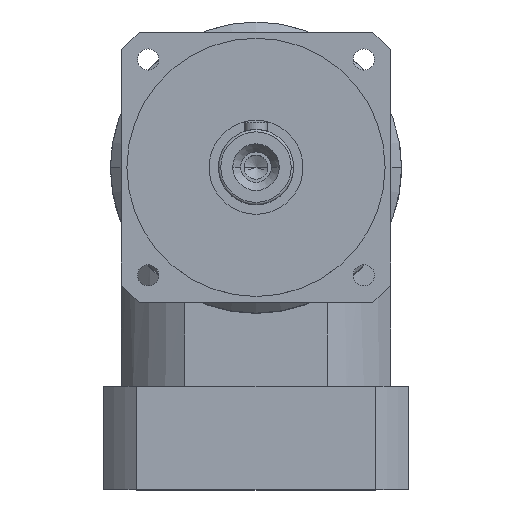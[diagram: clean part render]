
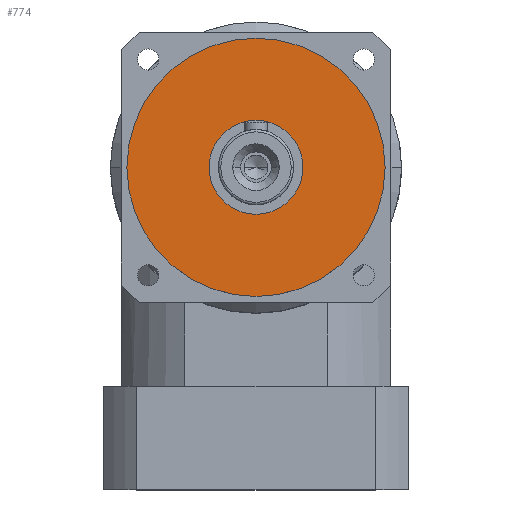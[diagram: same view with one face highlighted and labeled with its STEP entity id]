
A CAD part, top view. The second image highlights one B-rep face of the part: STEP entity #774.
In plain terms, the highlighted planar face has unit normal (0, 0, 1).
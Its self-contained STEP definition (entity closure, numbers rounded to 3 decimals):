
#127 = VERTEX_POINT ( 'NONE', #1174 ) ;
#245 = VERTEX_POINT ( 'NONE', #3379 ) ;
#249 = AXIS2_PLACEMENT_3D ( 'NONE', #1893, #1866, #1863 ) ;
#298 = CIRCLE ( 'NONE', #249, 55. ) ;
#576 = EDGE_LOOP ( 'NONE', ( #3191, #2874 ) ) ;
#761 = ORIENTED_EDGE ( 'NONE', *, *, #3387, .F. ) ;
#774 = ADVANCED_FACE ( 'NONE', ( #3221, #5980 ), #5827, .T. ) ;
#1017 = ORIENTED_EDGE ( 'NONE', *, *, #5570, .F. ) ;
#1026 = CIRCLE ( 'NONE', #3018, 20. ) ;
#1173 = EDGE_LOOP ( 'NONE', ( #761, #1017 ) ) ;
#1174 = CARTESIAN_POINT ( 'NONE',  ( 20., 0., 79.5 ) ) ;
#1389 = DIRECTION ( 'NONE',  ( 1., 0., 0. ) ) ;
#1425 = AXIS2_PLACEMENT_3D ( 'NONE', #6342, #6336, #6312 ) ;
#1707 = CARTESIAN_POINT ( 'NONE',  ( 0., 0., 79.5 ) ) ;
#1863 = DIRECTION ( 'NONE',  ( 1., 0., 0. ) ) ;
#1866 = DIRECTION ( 'NONE',  ( 0., 0., 1. ) ) ;
#1893 = CARTESIAN_POINT ( 'NONE',  ( 0., 0., 79.5 ) ) ;
#2372 = CIRCLE ( 'NONE', #1425, 20. ) ;
#2874 = ORIENTED_EDGE ( 'NONE', *, *, #5952, .T. ) ;
#3018 = AXIS2_PLACEMENT_3D ( 'NONE', #1707, #4499, #3164 ) ;
#3164 = DIRECTION ( 'NONE',  ( 1., 0., 0. ) ) ;
#3191 = ORIENTED_EDGE ( 'NONE', *, *, #3962, .T. ) ;
#3221 = FACE_BOUND ( 'NONE', #1173, .T. ) ;
#3379 = CARTESIAN_POINT ( 'NONE',  ( 55., 0., 79.5 ) ) ;
#3387 = EDGE_CURVE ( 'NONE', #6323, #127, #1026, .T. ) ;
#3962 = EDGE_CURVE ( 'NONE', #4154, #245, #298, .T. ) ;
#4154 = VERTEX_POINT ( 'NONE', #5671 ) ;
#4499 = DIRECTION ( 'NONE',  ( 0., 0., 1. ) ) ;
#4505 = DIRECTION ( 'NONE',  ( 0., 0., 1. ) ) ;
#5099 = CIRCLE ( 'NONE', #5305, 55. ) ;
#5227 = CARTESIAN_POINT ( 'NONE',  ( 0., 0., 79.5 ) ) ;
#5305 = AXIS2_PLACEMENT_3D ( 'NONE', #6144, #5946, #5820 ) ;
#5570 = EDGE_CURVE ( 'NONE', #127, #6323, #2372, .T. ) ;
#5671 = CARTESIAN_POINT ( 'NONE',  ( -55., 0., 79.5 ) ) ;
#5820 = DIRECTION ( 'NONE',  ( 1., 0., 0. ) ) ;
#5827 = PLANE ( 'NONE',  #6227 ) ;
#5946 = DIRECTION ( 'NONE',  ( 0., 0., 1. ) ) ;
#5952 = EDGE_CURVE ( 'NONE', #245, #4154, #5099, .T. ) ;
#5980 = FACE_OUTER_BOUND ( 'NONE', #576, .T. ) ;
#6123 = CARTESIAN_POINT ( 'NONE',  ( -20., 0., 79.5 ) ) ;
#6144 = CARTESIAN_POINT ( 'NONE',  ( 0., 0., 79.5 ) ) ;
#6227 = AXIS2_PLACEMENT_3D ( 'NONE', #5227, #4505, #1389 ) ;
#6312 = DIRECTION ( 'NONE',  ( 1., 0., 0. ) ) ;
#6323 = VERTEX_POINT ( 'NONE', #6123 ) ;
#6336 = DIRECTION ( 'NONE',  ( 0., 0., 1. ) ) ;
#6342 = CARTESIAN_POINT ( 'NONE',  ( 0., 0., 79.5 ) ) ;
